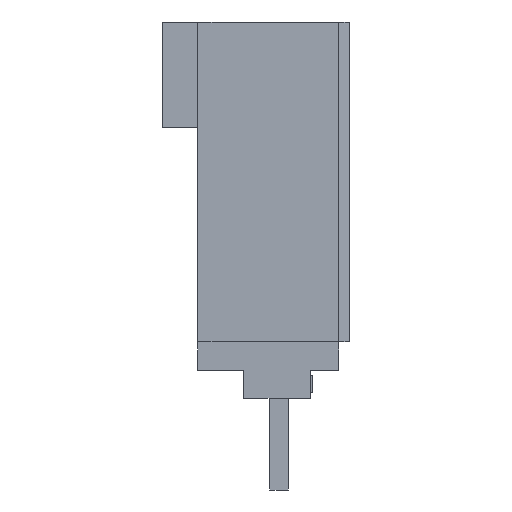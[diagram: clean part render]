
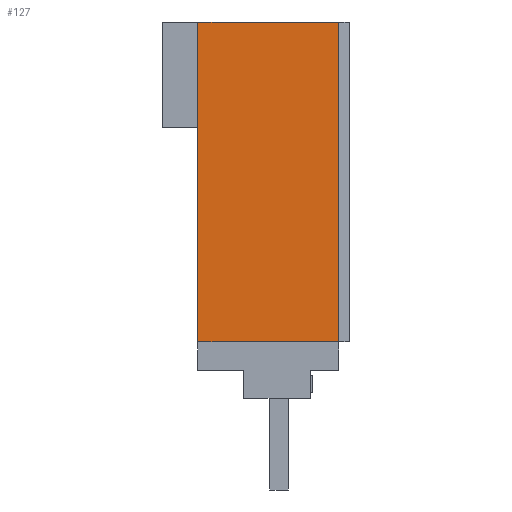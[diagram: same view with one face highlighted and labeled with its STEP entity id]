
A CAD part, left-side view. The second image highlights one B-rep face of the part: STEP entity #127.
In plain terms, the highlighted planar face has unit normal (-1, 0, 0).
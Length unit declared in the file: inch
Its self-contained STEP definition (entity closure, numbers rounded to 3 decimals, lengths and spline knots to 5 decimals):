
#127 = ADVANCED_FACE ( 'NONE', ( #2703 ), #1665, .F. ) ;
#241 = EDGE_CURVE ( 'NONE', #3798, #3929, #7268, .T. ) ;
#242 = EDGE_CURVE ( 'NONE', #3798, #3862, #7270, .T. ) ;
#294 = EDGE_CURVE ( 'NONE', #3768, #3862, #7372, .T. ) ;
#1665 = PLANE ( 'NONE',  #5286 ) ;
#1686 = CARTESIAN_POINT ( 'NONE',  ( -0.248, -0.05, -0.5345 ) ) ;
#1687 = DIRECTION ( 'NONE',  ( 1., 0., 0. ) ) ;
#1688 = DIRECTION ( 'NONE',  ( 0., 1., 0. ) ) ;
#2703 = FACE_OUTER_BOUND ( 'NONE', #4242, .T. ) ;
#2804 = ORIENTED_EDGE ( 'NONE', *, *, #3981, .F. ) ;
#2947 = ORIENTED_EDGE ( 'NONE', *, *, #242, .T. ) ;
#2995 = ORIENTED_EDGE ( 'NONE', *, *, #294, .F. ) ;
#3072 = ORIENTED_EDGE ( 'NONE', *, *, #241, .F. ) ;
#3768 = VERTEX_POINT ( 'NONE', #8286 ) ;
#3798 = VERTEX_POINT ( 'NONE', #8298 ) ;
#3862 = VERTEX_POINT ( 'NONE', #8357 ) ;
#3929 = VERTEX_POINT ( 'NONE', #8407 ) ;
#3981 = EDGE_CURVE ( 'NONE', #3929, #3768, #8819, .T. ) ;
#4242 = EDGE_LOOP ( 'NONE', ( #3072, #2947, #2995, #2804 ) ) ;
#5286 = AXIS2_PLACEMENT_3D ( 'NONE', #1686, #1687, #1688 ) ;
#7011 = CARTESIAN_POINT ( 'NONE',  ( -0.248, -0.05, 0. ) ) ;
#7012 = DIRECTION ( 'NONE',  ( 0., -1., 0. ) ) ;
#7013 = CARTESIAN_POINT ( 'NONE',  ( -0.248, -0.05, -0.5345 ) ) ;
#7015 = DIRECTION ( 'NONE',  ( 0., 0., -1. ) ) ;
#7110 = CARTESIAN_POINT ( 'NONE',  ( -0.248, -0.05, -0.4545 ) ) ;
#7118 = DIRECTION ( 'NONE',  ( 0., 1., 0. ) ) ;
#7268 = LINE ( 'NONE', #7011, #7271 ) ;
#7270 = LINE ( 'NONE', #7013, #7273 ) ;
#7271 = VECTOR ( 'NONE', #7012, 39.37008 ) ;
#7273 = VECTOR ( 'NONE', #7015, 39.37008 ) ;
#7372 = LINE ( 'NONE', #7110, #7377 ) ;
#7377 = VECTOR ( 'NONE', #7118, 39.37008 ) ;
#8286 = CARTESIAN_POINT ( 'NONE',  ( -0.248, -0.25, -0.4545 ) ) ;
#8298 = CARTESIAN_POINT ( 'NONE',  ( -0.248, -0.05, 0. ) ) ;
#8357 = CARTESIAN_POINT ( 'NONE',  ( -0.248, -0.05, -0.4545 ) ) ;
#8407 = CARTESIAN_POINT ( 'NONE',  ( -0.248, -0.25, 0. ) ) ;
#8454 = CARTESIAN_POINT ( 'NONE',  ( -0.248, -0.25, -0.5345 ) ) ;
#8456 = DIRECTION ( 'NONE',  ( 0., 0., -1. ) ) ;
#8819 = LINE ( 'NONE', #8454, #8822 ) ;
#8822 = VECTOR ( 'NONE', #8456, 39.37008 ) ;
